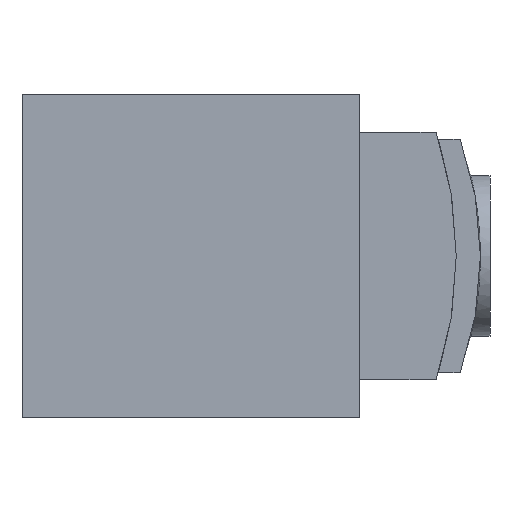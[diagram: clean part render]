
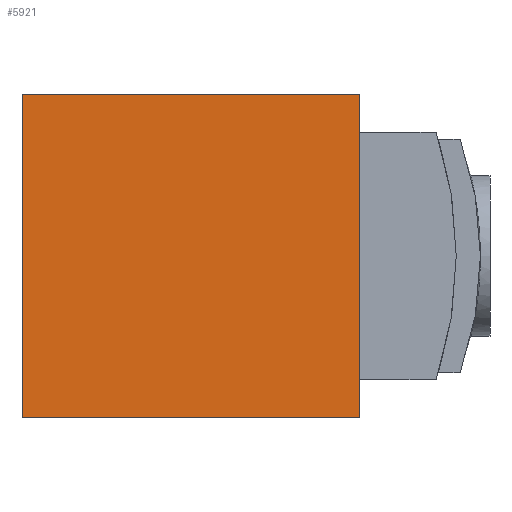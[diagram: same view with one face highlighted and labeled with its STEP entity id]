
A CAD part, front view. The second image highlights one B-rep face of the part: STEP entity #5921.
In plain terms, the highlighted planar face has unit normal (0, -1, 0).
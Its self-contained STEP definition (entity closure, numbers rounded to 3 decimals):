
#107=PLANE('',#6247);
#259=LINE('',#7766,#746);
#280=LINE('',#7854,#767);
#405=LINE('',#8180,#892);
#445=LINE('',#8289,#932);
#746=VECTOR('',#6525,1000.);
#767=VECTOR('',#6574,1000.);
#892=VECTOR('',#6813,1000.);
#932=VECTOR('',#6895,1000.);
#1577=ORIENTED_EDGE('',*,*,#2488,.F.);
#1578=ORIENTED_EDGE('',*,*,#2683,.F.);
#1579=ORIENTED_EDGE('',*,*,#2522,.F.);
#1580=ORIENTED_EDGE('',*,*,#2739,.F.);
#2488=EDGE_CURVE('',#3114,#3115,#259,.T.);
#2522=EDGE_CURVE('',#3146,#3147,#280,.T.);
#2683=EDGE_CURVE('',#3147,#3114,#405,.T.);
#2739=EDGE_CURVE('',#3115,#3146,#445,.T.);
#3114=VERTEX_POINT('',#7765);
#3115=VERTEX_POINT('',#7767);
#3146=VERTEX_POINT('',#7853);
#3147=VERTEX_POINT('',#7855);
#3685=EDGE_LOOP('',(#1577,#1578,#1579,#1580));
#3964=FACE_BOUND('',#3685,.T.);
#5921=ADVANCED_FACE('',(#3964),#107,.F.);
#6247=AXIS2_PLACEMENT_3D('',#8365,#6965,#6966);
#6525=DIRECTION('',(0.,0.,1.));
#6574=DIRECTION('',(0.,0.,-1.));
#6813=DIRECTION('',(-1.,0.,0.));
#6895=DIRECTION('',(1.,0.,0.));
#6965=DIRECTION('',(0.,1.,0.));
#6966=DIRECTION('',(0.,0.,1.));
#7765=CARTESIAN_POINT('',(-21.,-31.5,-20.1));
#7766=CARTESIAN_POINT('',(-21.,-31.5,-20.1));
#7767=CARTESIAN_POINT('',(-21.,-31.5,20.1));
#7853=CARTESIAN_POINT('',(21.,-31.5,20.1));
#7854=CARTESIAN_POINT('',(21.,-31.5,20.1));
#7855=CARTESIAN_POINT('',(21.,-31.5,-20.1));
#8180=CARTESIAN_POINT('',(21.,-31.5,-20.1));
#8289=CARTESIAN_POINT('',(-21.,-31.5,20.1));
#8365=CARTESIAN_POINT('',(0.,-31.5,0.));
